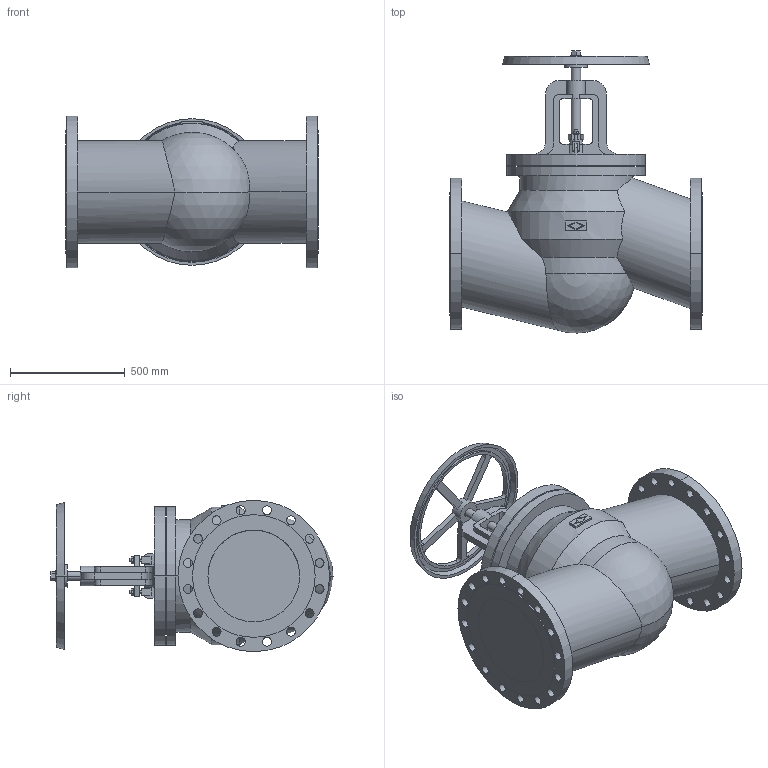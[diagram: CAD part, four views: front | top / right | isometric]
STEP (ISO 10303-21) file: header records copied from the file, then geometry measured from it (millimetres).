
FILE_DESCRIPTION(('OneSpaceDesigner STEP Export'),'2;1');
FILE_NAME('c000002067.stp','2005-12-02T11:12:52',(''),(''),'OneSpace Designer STEP processor for AP203 (Solid Model)','OneSpace Designer 13.20A 18-Aug-2005 (C) CoCreate Software GmbH','');
FILE_SCHEMA(('CONFIG_CONTROL_DESIGN'));
Length unit declared in the file: millimetre
Products named in the file (1): 1
Bounding box: 1100 x 1230.56 x 660 mm (x, y, z)
Volume: 289733169.9 mm3; surface area: 4603649 mm2
Topology: 1 solids, 1 shells, 320 faces, 857 edges, 560 vertices
Faces by surface type: cylinder 161, plane 135, cone 22, sphere 2
Entity records: 9978 total; most frequent: CARTESIAN_POINT 2312, ORIENTED_EDGE 1710, DIRECTION 1394, EDGE_CURVE 855, VERTEX_POINT 560, AXIS2_PLACEMENT_3D 475, VECTOR 444, LINE 444
